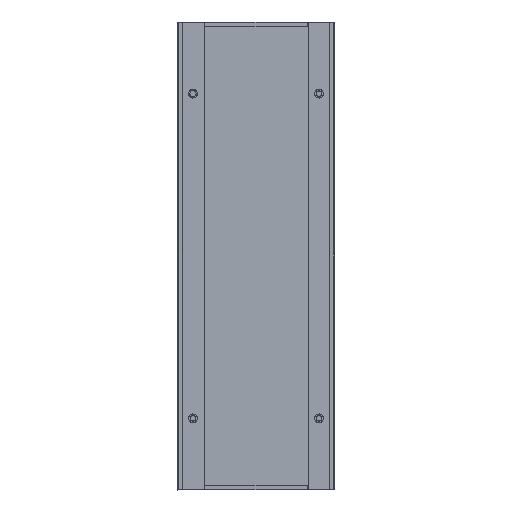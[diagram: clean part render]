
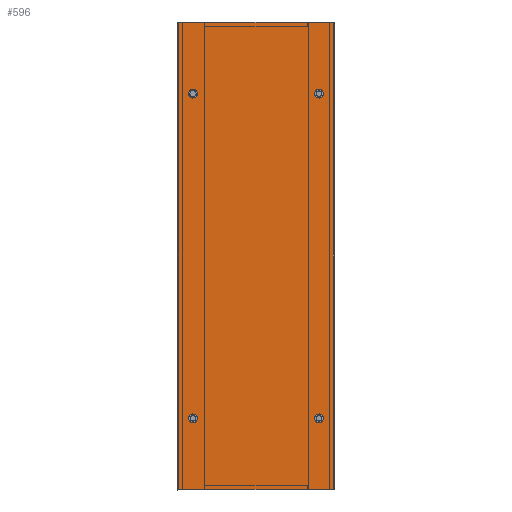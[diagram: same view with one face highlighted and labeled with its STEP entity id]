
A CAD part, left-side view. The second image highlights one B-rep face of the part: STEP entity #596.
In plain terms, the highlighted face is planar.
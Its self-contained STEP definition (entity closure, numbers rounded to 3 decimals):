
#422=PLANE('',#2917);
#508=FACE_BOUND('',#883,.T.);
#509=FACE_BOUND('',#884,.T.);
#510=FACE_BOUND('',#885,.T.);
#511=FACE_BOUND('',#886,.T.);
#512=FACE_BOUND('',#887,.T.);
#596=ADVANCED_FACE('F2',(#508,#509,#510,#511,#512),#422,.F.);
#883=EDGE_LOOP('',(#1168,#1169,#1170,#1171));
#884=EDGE_LOOP('',(#1172));
#885=EDGE_LOOP('',(#1173));
#886=EDGE_LOOP('',(#1174));
#887=EDGE_LOOP('',(#1175));
#1066=CIRCLE('',#2901,2.75);
#1068=CIRCLE('',#2904,2.75);
#1070=CIRCLE('',#2907,2.75);
#1072=CIRCLE('',#2910,2.75);
#1168=ORIENTED_EDGE('',*,*,#2071,.F.);
#1169=ORIENTED_EDGE('',*,*,#2073,.F.);
#1170=ORIENTED_EDGE('',*,*,#2075,.F.);
#1171=ORIENTED_EDGE('',*,*,#2076,.F.);
#1172=ORIENTED_EDGE('',*,*,#2064,.F.);
#1173=ORIENTED_EDGE('',*,*,#2061,.F.);
#1174=ORIENTED_EDGE('',*,*,#2058,.F.);
#1175=ORIENTED_EDGE('',*,*,#2055,.F.);
#1824=VERTEX_POINT('',#3729);
#1826=VERTEX_POINT('',#3735);
#1828=VERTEX_POINT('',#3741);
#1830=VERTEX_POINT('',#3747);
#1836=VERTEX_POINT('',#3762);
#1837=VERTEX_POINT('',#3764);
#1838=VERTEX_POINT('',#3768);
#1839=VERTEX_POINT('',#3772);
#2055=EDGE_CURVE('E5',#1824,#1824,#1066,.T.);
#2058=EDGE_CURVE('E6',#1826,#1826,#1068,.T.);
#2061=EDGE_CURVE('E7',#1828,#1828,#1070,.T.);
#2064=EDGE_CURVE('E8',#1830,#1830,#1072,.T.);
#2071=EDGE_CURVE('E2',#1837,#1836,#2411,.T.);
#2073=EDGE_CURVE('E3',#1838,#1837,#2413,.T.);
#2075=EDGE_CURVE('E4',#1839,#1838,#2415,.T.);
#2076=EDGE_CURVE('E1',#1836,#1839,#2416,.T.);
#2411=LINE('',#3765,#2660);
#2413=LINE('',#3769,#2662);
#2415=LINE('',#3773,#2664);
#2416=LINE('',#3775,#2665);
#2660=VECTOR('',#3130,1.);
#2662=VECTOR('',#3134,1.);
#2664=VECTOR('',#3138,1.);
#2665=VECTOR('',#3141,1.);
#2901=AXIS2_PLACEMENT_3D('',#3732,#3097,#3098);
#2904=AXIS2_PLACEMENT_3D('',#3738,#3104,#3105);
#2907=AXIS2_PLACEMENT_3D('',#3744,#3111,#3112);
#2910=AXIS2_PLACEMENT_3D('',#3750,#3118,#3119);
#2917=AXIS2_PLACEMENT_3D('',#3777,#3144,#3145);
#3097=DIRECTION('',(0.,0.,-1.));
#3098=DIRECTION('',(-1.,0.,0.));
#3104=DIRECTION('',(0.,0.,-1.));
#3105=DIRECTION('',(-1.,0.,0.));
#3111=DIRECTION('',(0.,0.,-1.));
#3112=DIRECTION('',(-1.,0.,0.));
#3118=DIRECTION('',(0.,0.,-1.));
#3119=DIRECTION('',(-1.,0.,0.));
#3130=DIRECTION('',(1.,0.,0.));
#3134=DIRECTION('',(0.,-1.,0.));
#3138=DIRECTION('',(-1.,0.,0.));
#3141=DIRECTION('',(0.,1.,0.));
#3144=DIRECTION('',(0.,0.,1.));
#3145=DIRECTION('',(1.,0.,0.));
#3729=CARTESIAN_POINT('',(-79.239,-219.155,-729.108));
#3732=CARTESIAN_POINT('',(-81.989,-219.155,-729.108));
#3735=CARTESIAN_POINT('',(-79.239,-299.155,-729.108));
#3738=CARTESIAN_POINT('',(-81.989,-299.155,-729.108));
#3741=CARTESIAN_POINT('',(126.761,-299.155,-729.108));
#3744=CARTESIAN_POINT('',(124.011,-299.155,-729.108));
#3747=CARTESIAN_POINT('',(126.761,-219.155,-729.108));
#3750=CARTESIAN_POINT('',(124.011,-219.155,-729.108));
#3762=CARTESIAN_POINT('',(169.011,-308.155,-729.108));
#3764=CARTESIAN_POINT('',(-126.989,-308.155,-729.108));
#3765=CARTESIAN_POINT('',(21.011,-308.155,-729.108));
#3768=CARTESIAN_POINT('',(-126.989,-210.155,-729.108));
#3769=CARTESIAN_POINT('',(-126.989,-259.155,-729.108));
#3772=CARTESIAN_POINT('',(169.011,-210.155,-729.108));
#3773=CARTESIAN_POINT('',(21.011,-210.155,-729.108));
#3775=CARTESIAN_POINT('',(169.011,-259.155,-729.108));
#3777=CARTESIAN_POINT('',(-127.019,-308.185,-729.108));
